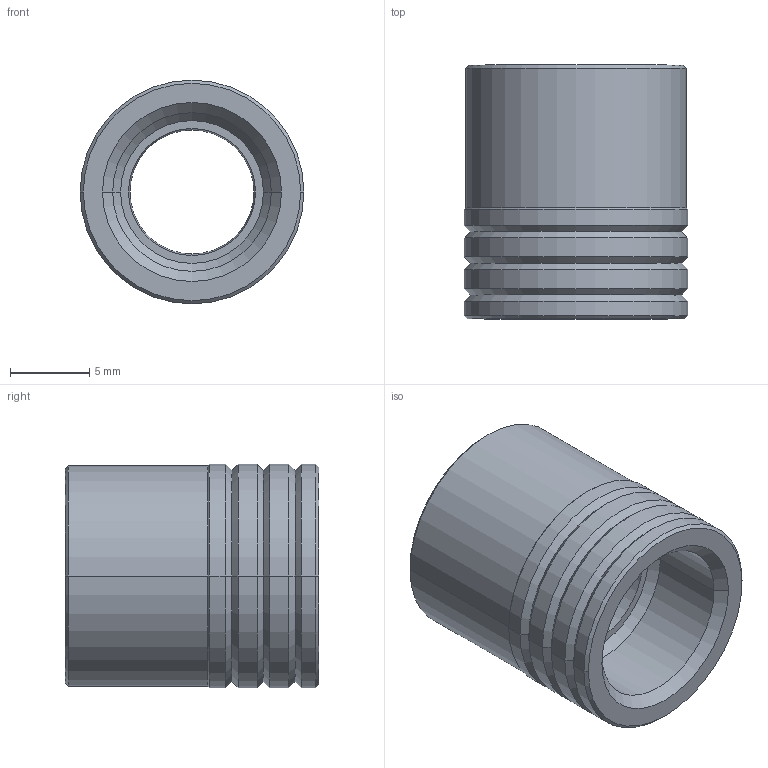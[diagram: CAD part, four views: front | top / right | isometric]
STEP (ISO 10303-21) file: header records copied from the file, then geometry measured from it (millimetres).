
FILE_DESCRIPTION (( 'STEP AP203' ), '1' );
FILE_NAME ('CV081416.STP', '2012-09-05T16:01:47', ( 'dis05' ), ( '' ), 'SwSTEP 2.0', 'SolidWorks 2010', '' );
FILE_SCHEMA (( 'CONFIG_CONTROL_DESIGN' ));
Length unit declared in the file: millimetre
Products named in the file (1): CV081416
Bounding box: 14.1 x 16 x 14.1 mm (x, y, z)
Volume: 1434.4 mm3; surface area: 1599.7 mm2
Topology: 2 solids, 2 shells, 48 faces, 96 edges, 52 vertices
Faces by surface type: cone 24, cylinder 14, torus 6, plane 4
Entity records: 1313 total; most frequent: DIRECTION 252, CARTESIAN_POINT 197, ORIENTED_EDGE 192, AXIS2_PLACEMENT_3D 107, EDGE_CURVE 96, CIRCLE 58, EDGE_LOOP 52, VERTEX_POINT 52
